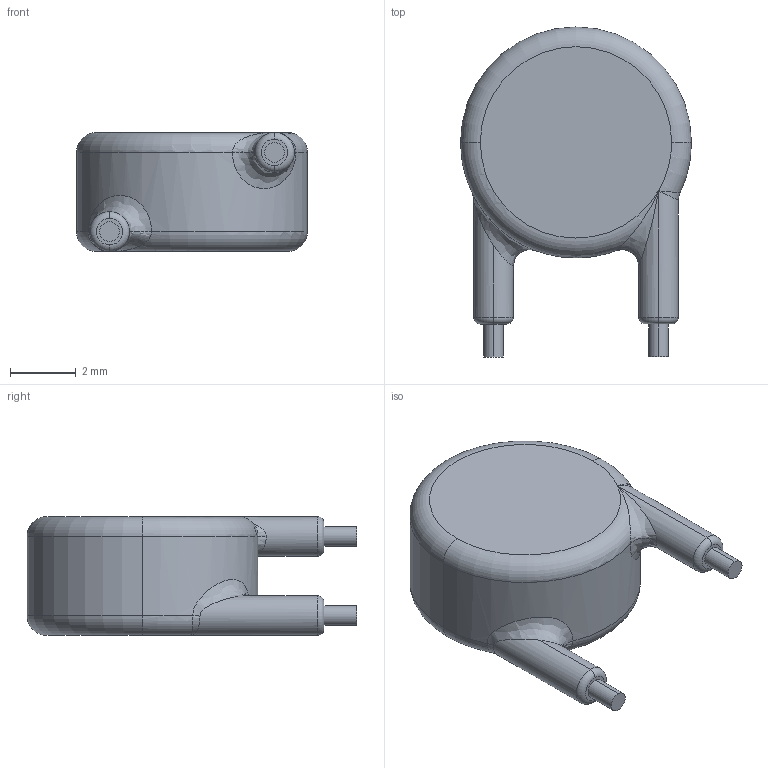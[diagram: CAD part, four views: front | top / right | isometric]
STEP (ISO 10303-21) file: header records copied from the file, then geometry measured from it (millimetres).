
FILE_DESCRIPTION (( 'STEP AP214' ), '1' );
FILE_NAME ('MOV D=7 P=5 B=6_1 L=1mm.STEP', '2014-02-26T10:06:57', ( 'Master' ), ( '' ), 'SwSTEP 2.0', 'SolidWorks 2013', '' );
FILE_SCHEMA (( 'AUTOMOTIVE_DESIGN' ));
Length unit declared in the file: millimetre
Products named in the file (1): MOV D=7 P=5 B=6_1 L=1mm
Bounding box: 7 x 10 x 3.6 mm (x, y, z)
Volume: 143.3 mm3; surface area: 169.7 mm2
Topology: 1 solids, 1 shells, 32 faces, 68 edges, 36 vertices
Faces by surface type: cylinder 10, torus 10, plane 6, bspline 6
Entity records: 1312 total; most frequent: CARTESIAN_POINT 569, DIRECTION 144, ORIENTED_EDGE 128, AXIS2_PLACEMENT_3D 67, EDGE_CURVE 64, CIRCLE 40, VERTEX_POINT 36, EDGE_LOOP 34
